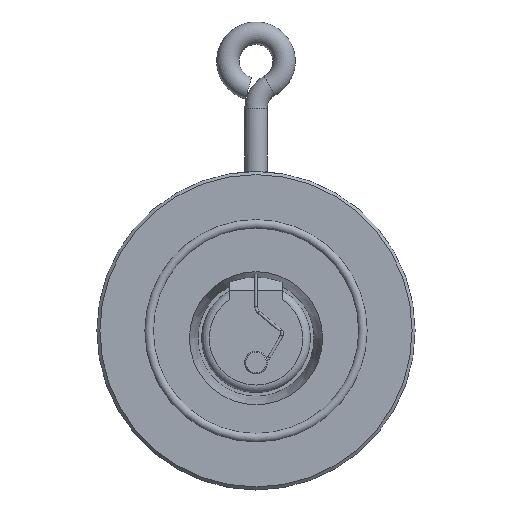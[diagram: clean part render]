
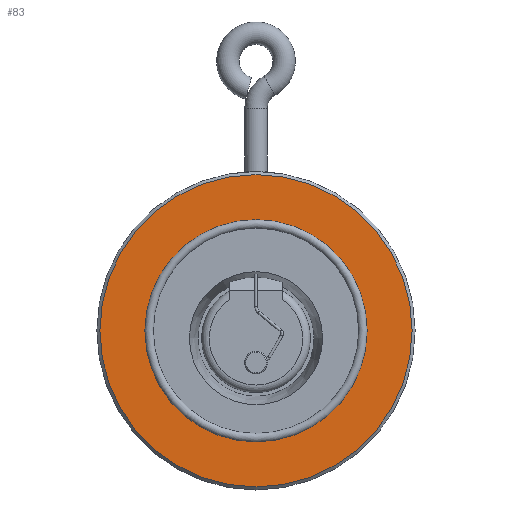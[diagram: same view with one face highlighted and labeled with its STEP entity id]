
A CAD part, top view. The second image highlights one B-rep face of the part: STEP entity #83.
In plain terms, the highlighted planar face has unit normal (0, 0, 1).
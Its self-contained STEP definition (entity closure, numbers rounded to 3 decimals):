
#82 = FACE_OUTER_BOUND ( 'NONE', #997, .T. ) ;
#83 = ADVANCED_FACE ( 'NONE', ( #82, #252 ), #648, .T. ) ;
#252 = FACE_BOUND ( 'NONE', #502, .T. ) ;
#273 = DIRECTION ( 'NONE',  ( 1., 0., 0. ) ) ;
#397 = CARTESIAN_POINT ( 'NONE',  ( 0., 0., 0. ) ) ;
#402 = DIRECTION ( 'NONE',  ( 0., 0., 1. ) ) ;
#408 = DIRECTION ( 'NONE',  ( 1., 0., 0. ) ) ;
#499 = CARTESIAN_POINT ( 'NONE',  ( 29.672, 0., 0. ) ) ;
#502 = EDGE_LOOP ( 'NONE', ( #976 ) ) ;
#563 = AXIS2_PLACEMENT_3D ( 'NONE', #397, #402, #408 ) ;
#590 = AXIS2_PLACEMENT_3D ( 'NONE', #1464, #1440, #1461 ) ;
#595 = VERTEX_POINT ( 'NONE', #890 ) ;
#606 = VERTEX_POINT ( 'NONE', #499 ) ;
#648 = PLANE ( 'NONE',  #1207 ) ;
#663 = EDGE_CURVE ( 'NONE', #606, #606, #972, .T. ) ;
#701 = ORIENTED_EDGE ( 'NONE', *, *, #881, .T. ) ;
#837 = CIRCLE ( 'NONE', #590, 41.7 ) ;
#881 = EDGE_CURVE ( 'NONE', #595, #595, #837, .T. ) ;
#890 = CARTESIAN_POINT ( 'NONE',  ( 41.7, 0., 0. ) ) ;
#910 = DIRECTION ( 'NONE',  ( 0., 0., 1. ) ) ;
#972 = CIRCLE ( 'NONE', #563, 29.672 ) ;
#976 = ORIENTED_EDGE ( 'NONE', *, *, #663, .F. ) ;
#997 = EDGE_LOOP ( 'NONE', ( #701 ) ) ;
#1120 = CARTESIAN_POINT ( 'NONE',  ( 0., 0., 0. ) ) ;
#1207 = AXIS2_PLACEMENT_3D ( 'NONE', #1120, #910, #273 ) ;
#1440 = DIRECTION ( 'NONE',  ( 0., 0., 1. ) ) ;
#1461 = DIRECTION ( 'NONE',  ( 1., 0., 0. ) ) ;
#1464 = CARTESIAN_POINT ( 'NONE',  ( 0., 0., 0. ) ) ;
